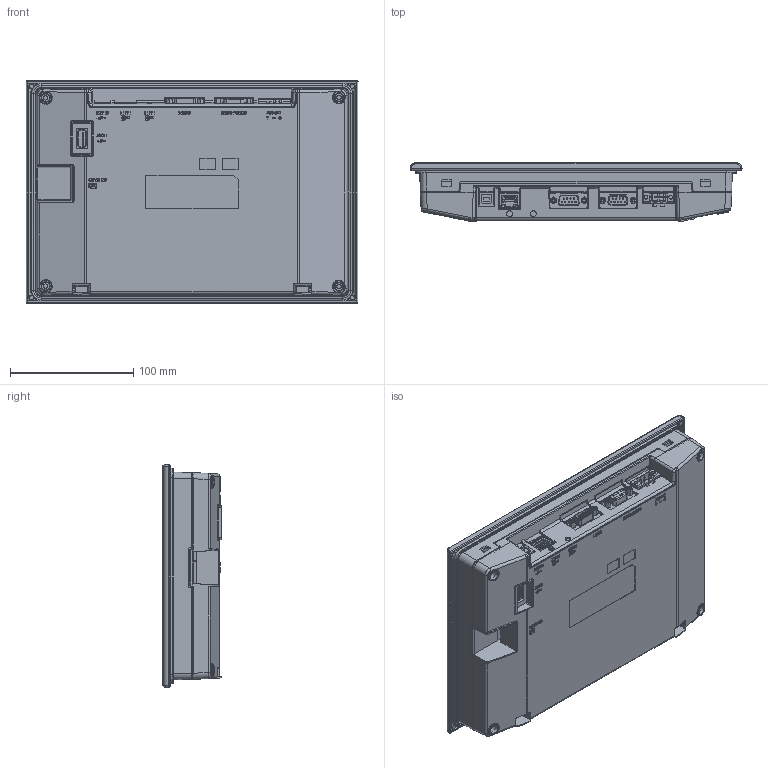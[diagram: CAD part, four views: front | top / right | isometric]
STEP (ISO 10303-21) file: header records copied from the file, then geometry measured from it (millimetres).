
FILE_DESCRIPTION(('HOOPS Exchange Step'),'2;1');
FILE_NAME('export-D9F53F02-76C2-448B-9754-AE86BFC61E44.stp','2022-11-21T17:20:21+01:00',('Engineering'),('Alibre'),'HOOPS Exchange 2021.0','Alibre','Unknown authorisation');
FILE_SCHEMA( ('AP242_MANAGED_MODEL_BASED_3D_ENGINEERING_MIM_LF {1 0 10303 442 1 1 4 }') );
Length unit declared in the file: millimetre
Products named in the file (18): 6163-2 DOP-110WS - HMI 10 inch WVGA TFT Touch Screen; 6163-3 DOP-110WS - HMI 10 inch WVGA TFT Touch Screen; 6163-4 DOP-110WS - HMI 10 inch WVGA TFT Touch Screen; 6163-5 DOP-110WS - HMI 10 inch WVGA TFT Touch Screen; 6163-6 DOP-110WS - HMI 10 inch WVGA TFT Touch Screen; 6163-7 DOP-110WS - HMI 10 inch WVGA TFT Touch Screen; 6163-8 DOP-110WS - HMI 10 inch WVGA TFT Touch Screen; 6163-9 DOP-110WS - HMI 10 inch WVGA TFT Touch Screen; 6163-10 DOP-110WS - HMI 10 inch WVGA TFT Touch Screen; 6163-11 DOP-110WS - HMI 10 inch WVGA TFT Touch Screen; 6163-12 DOP-110WS - HMI 10 inch WVGA TFT Touch Screen; 6163-13 DOP-110WS - HMI 10 inch WVGA TFT Touch Screen; 6163-14 DOP-110WS - HMI 10 inch WVGA TFT Touch Screen; 6163-15 DOP-110WS - HMI 10 inch WVGA TFT Touch Screen; 6163-16 DOP-110WS - HMI 10 inch WVGA TFT Touch Screen; 6163-17 DOP-110WS - HMI 10 inch WVGA TFT Touch Screen; 6163-18 DOP-110WS - HMI 10 inch WVGA TFT Touch Screen; 6163 DOP-110WS - HMI 10 inch WVGA TFT Touch Screen
Assembly tree (17 placements, depth 2):
  6163 DOP-110WS - HMI 10 inch WVGA TFT Touch Screen
    6163-2 DOP-110WS - HMI 10 inch WVGA TFT Touch Screen
    6163-3 DOP-110WS - HMI 10 inch WVGA TFT Touch Screen
    6163-4 DOP-110WS - HMI 10 inch WVGA TFT Touch Screen
    6163-5 DOP-110WS - HMI 10 inch WVGA TFT Touch Screen
    6163-6 DOP-110WS - HMI 10 inch WVGA TFT Touch Screen
    6163-7 DOP-110WS - HMI 10 inch WVGA TFT Touch Screen
    6163-8 DOP-110WS - HMI 10 inch WVGA TFT Touch Screen
    6163-9 DOP-110WS - HMI 10 inch WVGA TFT Touch Screen
    6163-10 DOP-110WS - HMI 10 inch WVGA TFT Touch Screen
    6163-11 DOP-110WS - HMI 10 inch WVGA TFT Touch Screen
    6163-12 DOP-110WS - HMI 10 inch WVGA TFT Touch Screen
    6163-13 DOP-110WS - HMI 10 inch WVGA TFT Touch Screen
    6163-14 DOP-110WS - HMI 10 inch WVGA TFT Touch Screen
    6163-15 DOP-110WS - HMI 10 inch WVGA TFT Touch Screen
    6163-16 DOP-110WS - HMI 10 inch WVGA TFT Touch Screen
    6163-17 DOP-110WS - HMI 10 inch WVGA TFT Touch Screen
    6163-18 DOP-110WS - HMI 10 inch WVGA TFT Touch Screen
Bounding box: 269.89 x 47.25 x 180.89 mm (x, y, z)
Volume: 603100.1 mm3; surface area: 357605.2 mm2
Topology: 17 solids, 22 shells, 3772 faces, 10032 edges, 6419 vertices
Faces by surface type: plane 2539, cylinder 829, bspline 200, cone 101, torus 69, sphere 34
Entity records: 129395 total; most frequent: CARTESIAN_POINT 37682, ORIENTED_EDGE 20046, DIRECTION 16956, EDGE_CURVE 10023, VECTOR 7404, LINE 7404, VERTEX_POINT 6419, AXIS2_PLACEMENT_3D 4776
